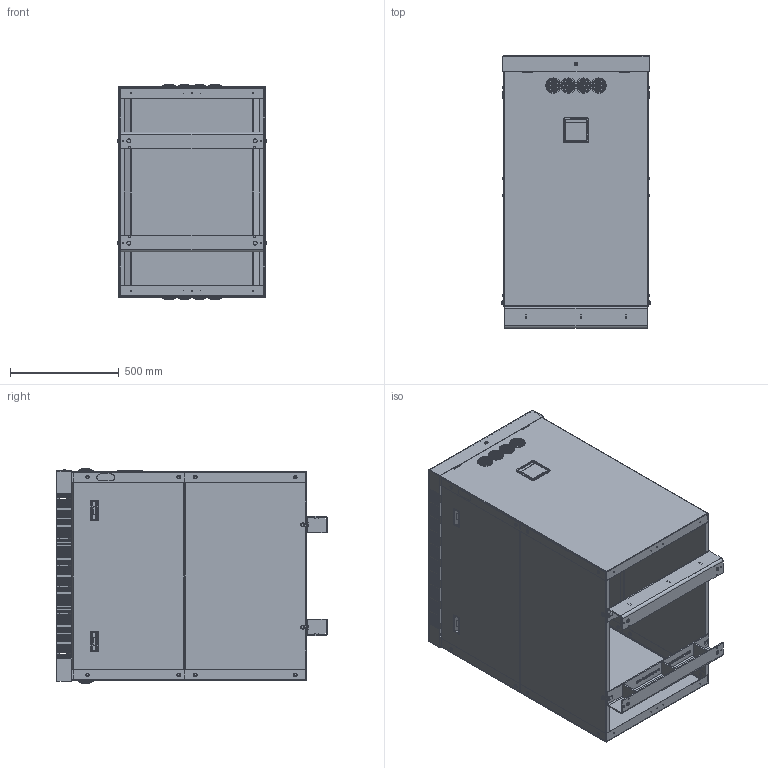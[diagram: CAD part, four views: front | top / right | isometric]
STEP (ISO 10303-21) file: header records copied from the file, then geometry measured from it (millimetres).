
FILE_DESCRIPTION(/* description */ (''),/* implementation_level */ '2;1');
FILE_NAME(/* name */ 'CAJ23RC110-1E.stp',/* time_stamp */ '2022-11-21T13:09:21+01:00',/* author */ ('amr'),/* organization */ (''),/* preprocessor_version */ 'ST-DEVELOPER v16.13',/* originating_system */ 'Autodesk Inventor 2018',/* authorisation */ '');
FILE_SCHEMA (('AUTOMOTIVE_DESIGN { 1 0 10303 214 3 1 1 }'));
Products named in the file (1): CAJ23RC110-1E
Bounding box: 683.2 x 1250.56 x 990 mm (x, y, z)
Volume: 10170590.3 mm3; surface area: 11398520.1 mm2
Topology: 94 solids, 94 shells, 7930 faces, 20712 edges, 13324 vertices
Faces by surface type: plane 4130, bspline 2325, cylinder 1125, cone 149, torus 129, sphere 72
Full cylindrical faces by diameter (mm): 3.5 x18, 4 x30, 4.5 x12, 4.567 x1, 4.6 x4, 5 x3, 5.6 x1, 6.7 x1, 7 x20, 7.323 x4, 8 x32, 8.9 x4, 9 x16, 11.4 x4, 12 x4, 13 x16, 14.5 x8, 15 x9, 16 x16, 18 x4, 18.8 x4, 19.5 x8, 20 x8, 30 x16, 40 x16, 50 x16, 57 x8, 59 x8, 61 x16, 62 x8
Entity records: 266509 total; most frequent: CARTESIAN_POINT 78015, ORIENTED_EDGE 40338, DIRECTION 30391, EDGE_CURVE 20135, VERTEX_POINT 13270, LINE 12967, VECTOR 12967, EDGE_LOOP 9561
